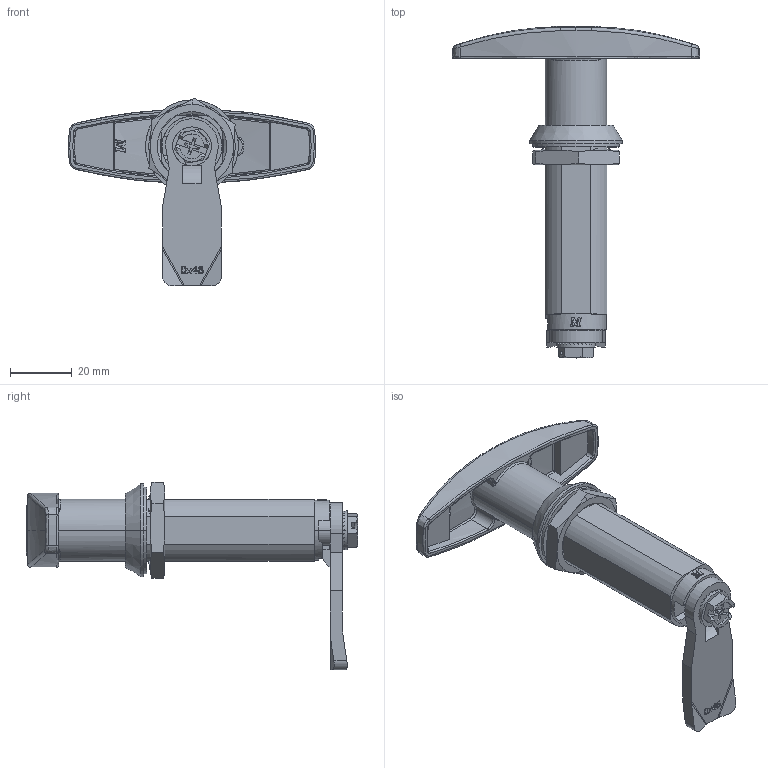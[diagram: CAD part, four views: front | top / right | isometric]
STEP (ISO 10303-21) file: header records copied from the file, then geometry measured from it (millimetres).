
FILE_DESCRIPTION (( 'STEP AP214' ), '1' );
FILE_NAME ('064.110.50.1.1.32.30.STEP', '2020-03-17T09:30:17', ( '' ), ( '' ), 'SwSTEP 2.0', 'SolidWorks 2019', '' );
FILE_SCHEMA (( 'AUTOMOTIVE_DESIGN' ));
Length unit declared in the file: inch
Products named in the file (9): 6; 2; 1; 7; 064.110.50.1.1.32.30; 4; 5; 20403033; 8
Assembly tree (8 placements, depth 2):
  064.110.50.1.1.32.30
    1
    2
    4
    5
    6
    7
    8
    20403033
Bounding box: 79.9 x 107.3 x 60.66 mm (x, y, z)
Volume: 14003.4 mm3; surface area: 30911.5 mm2
Topology: 6 solids, 11 shells, 708 faces, 1887 edges, 1232 vertices
Faces by surface type: plane 422, cylinder 139, bspline 105, cone 38, torus 4
Entity records: 34655 total; most frequent: CARTESIAN_POINT 17598, ORIENTED_EDGE 3770, DIRECTION 3045, EDGE_CURVE 1888, VERTEX_POINT 1232, LINE 1069, VECTOR 1069, AXIS2_PLACEMENT_3D 988
